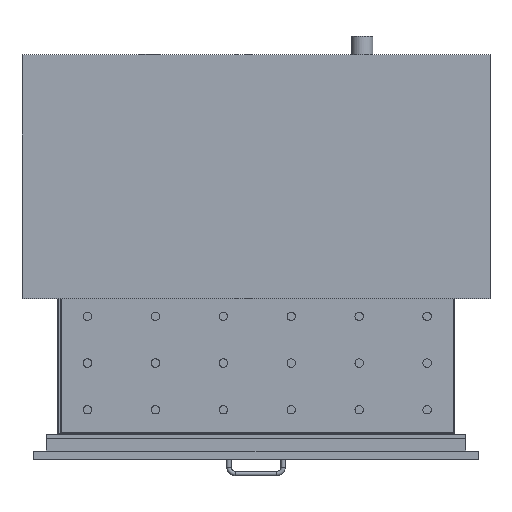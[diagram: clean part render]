
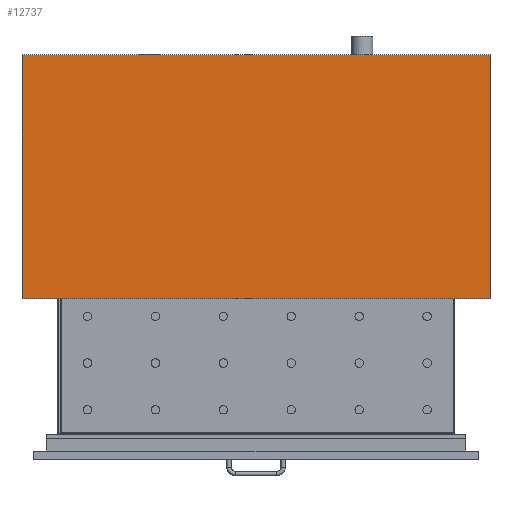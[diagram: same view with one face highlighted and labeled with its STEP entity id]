
A CAD part, top view. The second image highlights one B-rep face of the part: STEP entity #12737.
In plain terms, the highlighted planar face has unit normal (0, 0, 1).
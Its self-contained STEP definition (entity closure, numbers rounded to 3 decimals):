
#1527=FACE_OUTER_BOUND('',#2246,.T.);
#2246=EDGE_LOOP('',(#8978,#8979,#8980,#8981));
#3185=LINE('',#17256,#4528);
#3187=LINE('',#17260,#4530);
#3189=LINE('',#17264,#4532);
#3191=LINE('',#17267,#4534);
#4528=VECTOR('',#14463,10.);
#4530=VECTOR('',#14467,10.);
#4532=VECTOR('',#14471,10.);
#4534=VECTOR('',#14475,10.);
#5835=VERTEX_POINT('',#17253);
#5836=VERTEX_POINT('',#17255);
#5837=VERTEX_POINT('',#17259);
#5838=VERTEX_POINT('',#17263);
#7069=EDGE_CURVE('',#5836,#5835,#3185,.T.);
#7071=EDGE_CURVE('',#5837,#5836,#3187,.T.);
#7073=EDGE_CURVE('',#5838,#5837,#3189,.T.);
#7075=EDGE_CURVE('',#5835,#5838,#3191,.T.);
#8978=ORIENTED_EDGE('',*,*,#7075,.T.);
#8979=ORIENTED_EDGE('',*,*,#7073,.T.);
#8980=ORIENTED_EDGE('',*,*,#7071,.T.);
#8981=ORIENTED_EDGE('',*,*,#7069,.T.);
#12234=PLANE('',#13544);
#12737=ADVANCED_FACE('',(#1527),#12234,.T.);
#13544=AXIS2_PLACEMENT_3D('',#17268,#14476,#14477);
#14463=DIRECTION('',(0.,-1.,0.));
#14467=DIRECTION('',(-1.,0.,0.));
#14471=DIRECTION('',(0.,1.,0.));
#14475=DIRECTION('',(1.,0.,0.));
#14476=DIRECTION('center_axis',(0.,0.,1.));
#14477=DIRECTION('ref_axis',(1.,0.,0.));
#17253=CARTESIAN_POINT('',(-551.,-287.,300.44));
#17255=CARTESIAN_POINT('',(-551.,287.,300.44));
#17256=CARTESIAN_POINT('',(-551.,287.,300.44));
#17259=CARTESIAN_POINT('',(551.,287.,300.44));
#17260=CARTESIAN_POINT('',(551.,287.,300.44));
#17263=CARTESIAN_POINT('',(551.,-287.,300.44));
#17264=CARTESIAN_POINT('',(551.,-287.,300.44));
#17267=CARTESIAN_POINT('',(-551.,-287.,300.44));
#17268=CARTESIAN_POINT('Origin',(0.,0.,300.44));
